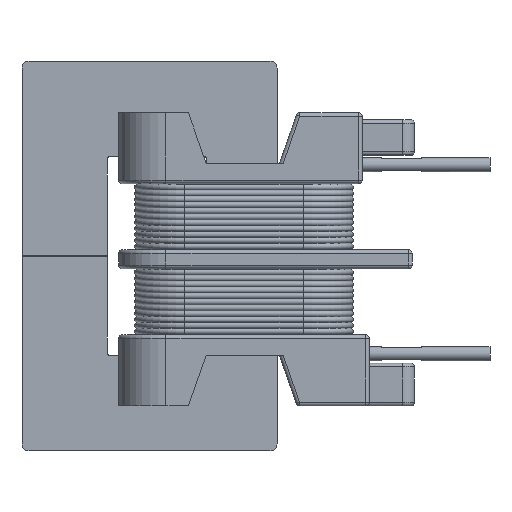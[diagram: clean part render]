
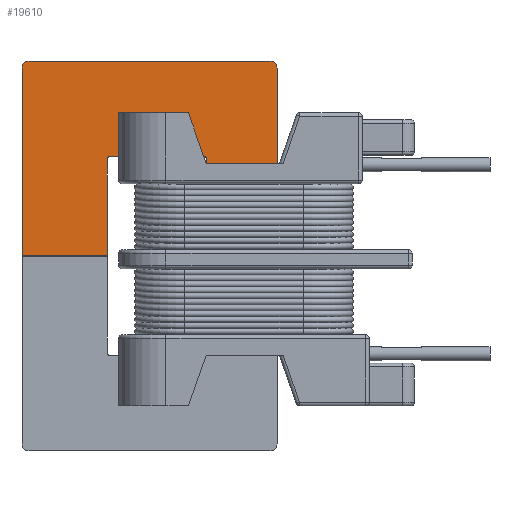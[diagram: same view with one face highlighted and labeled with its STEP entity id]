
A CAD part, left-side view. The second image highlights one B-rep face of the part: STEP entity #19610.
In plain terms, the highlighted planar face has unit normal (-1, 0, 0).
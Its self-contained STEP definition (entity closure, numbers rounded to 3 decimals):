
#2759=DIRECTION('',(0.,-1.,0.));
#2760=VECTOR('',#2759,2.975);
#2761=CARTESIAN_POINT('',(-1.45,1.575,3.15));
#2762=LINE('',#2761,#2760);
#7337=CARTESIAN_POINT('',(-1.45,9.09,8.09));
#7338=DIRECTION('',(-1.,0.,0.));
#7339=DIRECTION('',(0.,0.,1.));
#7340=AXIS2_PLACEMENT_3D('',#7337,#7338,#7339);
#7345=CARTESIAN_POINT('',(-1.45,-1.1,8.09));
#7346=DIRECTION('',(-1.,0.,0.));
#7347=DIRECTION('',(0.,-1.,0.));
#7348=AXIS2_PLACEMENT_3D('',#7345,#7346,#7347);
#7353=DIRECTION('',(0.,0.,1.));
#7354=VECTOR('',#7353,1.1);
#7355=CARTESIAN_POINT('',(-1.45,1.575,3.15));
#7356=LINE('',#7355,#7354);
#7360=DIRECTION('',(0.,1.,0.));
#7361=VECTOR('',#7360,4.);
#7362=CARTESIAN_POINT('',(-1.45,1.675,4.35));
#7363=LINE('',#7362,#7361);
#7367=DIRECTION('',(0.,0.,-1.));
#7368=VECTOR('',#7367,4.1);
#7369=CARTESIAN_POINT('',(-1.45,5.775,4.25));
#7370=LINE('',#7369,#7368);
#7374=DIRECTION('',(0.,1.,0.));
#7375=VECTOR('',#7374,3.615);
#7376=CARTESIAN_POINT('',(-1.45,5.775,0.15));
#7377=LINE('',#7376,#7375);
#7388=DIRECTION('',(0.,0.,-1.));
#7389=VECTOR('',#7388,7.94);
#7390=CARTESIAN_POINT('',(-1.45,9.39,8.09));
#7391=LINE('',#7390,#7389);
#7423=CARTESIAN_POINT('',(-1.45,5.675,4.25));
#7424=DIRECTION('',(1.,0.,0.));
#7425=DIRECTION('',(0.,1.,0.));
#7426=AXIS2_PLACEMENT_3D('',#7423,#7424,#7425);
#7453=CARTESIAN_POINT('',(-1.45,1.675,4.25));
#7454=DIRECTION('',(1.,0.,0.));
#7455=DIRECTION('',(0.,0.,1.));
#7456=AXIS2_PLACEMENT_3D('',#7453,#7454,#7455);
#7520=DIRECTION('',(0.,0.,1.));
#7521=VECTOR('',#7520,4.94);
#7522=CARTESIAN_POINT('',(-1.45,-1.4,3.15));
#7523=LINE('',#7522,#7521);
#7562=DIRECTION('',(0.,1.,0.));
#7563=VECTOR('',#7562,10.19);
#7564=CARTESIAN_POINT('',(-1.45,-1.1,8.39));
#7565=LINE('',#7564,#7563);
#8392=CARTESIAN_POINT('',(-1.45,1.575,3.15));
#8393=CARTESIAN_POINT('',(-1.45,-1.4,3.15));
#8394=VERTEX_POINT('',#8392);
#8395=VERTEX_POINT('',#8393);
#8548=CARTESIAN_POINT('',(-1.45,5.775,0.15));
#8550=VERTEX_POINT('',#8548);
#8552=CARTESIAN_POINT('',(-1.45,1.675,4.35));
#8554=VERTEX_POINT('',#8552);
#8556=CARTESIAN_POINT('',(-1.45,1.575,4.25));
#8558=VERTEX_POINT('',#8556);
#8560=CARTESIAN_POINT('',(-1.45,5.775,4.25));
#8562=VERTEX_POINT('',#8560);
#8564=CARTESIAN_POINT('',(-1.45,5.675,4.35));
#8566=VERTEX_POINT('',#8564);
#8576=CARTESIAN_POINT('',(-1.45,-1.4,8.09));
#8577=CARTESIAN_POINT('',(-1.45,-1.1,8.39));
#8578=VERTEX_POINT('',#8576);
#8579=VERTEX_POINT('',#8577);
#8588=CARTESIAN_POINT('',(-1.45,9.39,0.15));
#8590=VERTEX_POINT('',#8588);
#8600=CARTESIAN_POINT('',(-1.45,9.09,8.39));
#8601=CARTESIAN_POINT('',(-1.45,9.39,8.09));
#8602=VERTEX_POINT('',#8600);
#8603=VERTEX_POINT('',#8601);
#19580=CARTESIAN_POINT('',(-1.45,3.675,7.75));
#19581=DIRECTION('',(1.,0.,0.));
#19582=DIRECTION('',(0.,1.,0.));
#19583=AXIS2_PLACEMENT_3D('',#19580,#19581,#19582);
#19584=PLANE('',#19583);
#19586=ORIENTED_EDGE('',*,*,#19585,.F.);
#19588=ORIENTED_EDGE('',*,*,#19587,.F.);
#19590=ORIENTED_EDGE('',*,*,#19589,.F.);
#19592=ORIENTED_EDGE('',*,*,#19591,.F.);
#19593=ORIENTED_EDGE('',*,*,#12366,.F.);
#19595=ORIENTED_EDGE('',*,*,#19594,.T.);
#19597=ORIENTED_EDGE('',*,*,#19596,.F.);
#19599=ORIENTED_EDGE('',*,*,#19598,.T.);
#19601=ORIENTED_EDGE('',*,*,#19600,.F.);
#19603=ORIENTED_EDGE('',*,*,#19602,.T.);
#19605=ORIENTED_EDGE('',*,*,#19604,.T.);
#19607=ORIENTED_EDGE('',*,*,#19606,.F.);
#19608=EDGE_LOOP('',(#19586,#19588,#19590,#19592,#19593,#19595,#19597,#19599,
#19601,#19603,#19605,#19607));
#19609=FACE_OUTER_BOUND('',#19608,.F.);
#19610=ADVANCED_FACE('',(#19609),#19584,.F.);
#7341=CIRCLE('',#7340,0.3);
#7349=CIRCLE('',#7348,0.3);
#7427=CIRCLE('',#7426,0.1);
#7457=CIRCLE('',#7456,0.1);
#12366=EDGE_CURVE('',#8394,#8395,#2762,.T.);
#19585=EDGE_CURVE('',#8602,#8603,#7341,.T.);
#19587=EDGE_CURVE('',#8579,#8602,#7565,.T.);
#19589=EDGE_CURVE('',#8578,#8579,#7349,.T.);
#19591=EDGE_CURVE('',#8395,#8578,#7523,.T.);
#19594=EDGE_CURVE('',#8394,#8558,#7356,.T.);
#19596=EDGE_CURVE('',#8554,#8558,#7457,.T.);
#19598=EDGE_CURVE('',#8554,#8566,#7363,.T.);
#19600=EDGE_CURVE('',#8562,#8566,#7427,.T.);
#19602=EDGE_CURVE('',#8562,#8550,#7370,.T.);
#19604=EDGE_CURVE('',#8550,#8590,#7377,.T.);
#19606=EDGE_CURVE('',#8603,#8590,#7391,.T.);
